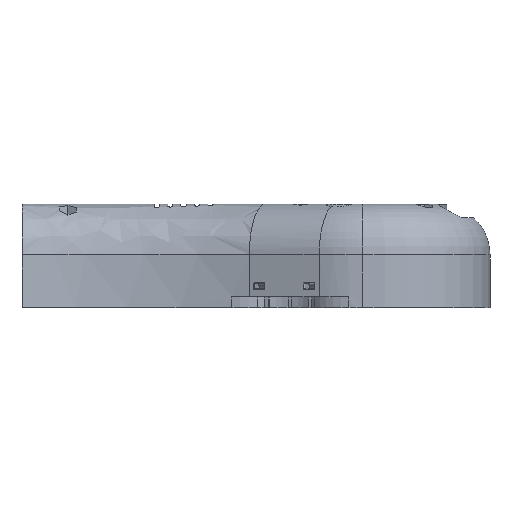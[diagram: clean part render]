
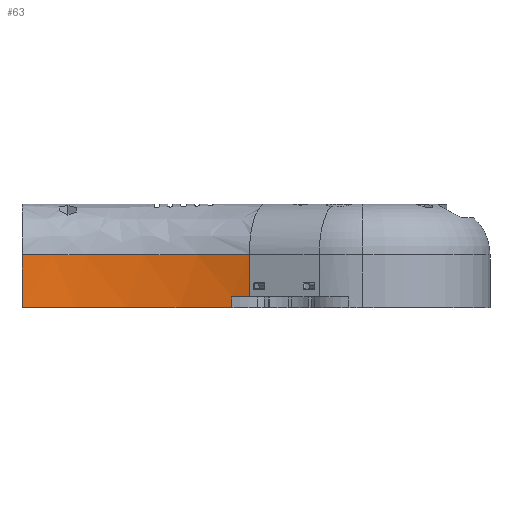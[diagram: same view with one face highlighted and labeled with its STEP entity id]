
A CAD part, top view. The second image highlights one B-rep face of the part: STEP entity #63.
In plain terms, the highlighted free-form (B-spline) face has degree [2, 1] with [3, 2] control points.
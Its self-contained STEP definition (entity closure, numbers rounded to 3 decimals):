
#63 = ADVANCED_FACE ( 'NONE', ( #6183 ), #2503, .T. ) ;
#78 = VECTOR ( 'NONE', #1849, 1000. ) ;
#120 = CARTESIAN_POINT ( 'NONE',  ( 0., 19.75, 0. ) ) ;
#185 = B_SPLINE_CURVE_WITH_KNOTS ( 'NONE', 3,
 ( #244, #1855, #4707, #6954, #6884, #1316, #1964, #2431, #4165, #6371, #3557, #5715, #1425, #4597, #2469, #2398, #1928, #6806, #3628, #4053, #1359, #787 ),
 .UNSPECIFIED., .F., .F.,
 ( 4, 2, 2, 2, 2, 2, 2, 2, 2, 2, 4 ),
 ( 0., 0.011, 0.016, 0.022, 0.032, 0.038, 0.043, 0.065, 0.076, 0.081, 0.086 ),
 .UNSPECIFIED. ) ;
#215 = VERTEX_POINT ( 'NONE', #1380 ) ;
#244 = CARTESIAN_POINT ( 'NONE',  ( 85., 19.75, 0. ) ) ;
#673 = LINE ( 'NONE', #3513, #78 ) ;
#787 = CARTESIAN_POINT ( 'NONE',  ( 0., 19.75, 0. ) ) ;
#811 = VERTEX_POINT ( 'NONE', #2800 ) ;
#865 = EDGE_CURVE ( 'NONE', #811, #1713, #185, .T. ) ;
#1050 = EDGE_CURVE ( 'NONE', #1713, #4052, #4237, .T. ) ;
#1102 = CARTESIAN_POINT ( 'NONE',  ( 44.113, 19.75, -12.761 ) ) ;
#1316 = CARTESIAN_POINT ( 'NONE',  ( 67.531, 19.75, -4.273 ) ) ;
#1359 = CARTESIAN_POINT ( 'NONE',  ( 1.73, 19.75, -0.501 ) ) ;
#1380 = CARTESIAN_POINT ( 'NONE',  ( 78.49, 4., -1.865 ) ) ;
#1393 = CARTESIAN_POINT ( 'NONE',  ( 0., 19.75, 0. ) ) ;
#1425 = CARTESIAN_POINT ( 'NONE',  ( 44.27, 19.75, -6.389 ) ) ;
#1458 = CARTESIAN_POINT ( 'NONE',  ( 0., 38.75, 0. ) ) ;
#1556 = EDGE_CURVE ( 'NONE', #5758, #215, #5457, .T. ) ;
#1630 = CARTESIAN_POINT ( 'NONE',  ( 85., 38.75, 0. ) ) ;
#1713 = VERTEX_POINT ( 'NONE', #1393 ) ;
#1826 = EDGE_CURVE ( 'NONE', #6854, #4052, #6071, .T. ) ;
#1849 = DIRECTION ( 'NONE',  ( 0., 1., 0. ) ) ;
#1855 = CARTESIAN_POINT ( 'NONE',  ( 81.559, 19.75, -1.074 ) ) ;
#1928 = CARTESIAN_POINT ( 'NONE',  ( 13.977, 19.75, -3.459 ) ) ;
#1964 = CARTESIAN_POINT ( 'NONE',  ( 65.753, 19.75, -4.576 ) ) ;
#2146 = ORIENTED_EDGE ( 'NONE', *, *, #4390, .F. ) ;
#2296 = CARTESIAN_POINT ( 'NONE',  ( 85., 4., 0. ) ) ;
#2309 = CARTESIAN_POINT ( 'NONE',  ( 0., 0., 0. ) ) ;
#2398 = CARTESIAN_POINT ( 'NONE',  ( 17.502, 19.75, -4.123 ) ) ;
#2431 = CARTESIAN_POINT ( 'NONE',  ( 60.411, 19.75, -5.378 ) ) ;
#2469 = CARTESIAN_POINT ( 'NONE',  ( 28.124, 19.75, -5.745 ) ) ;
#2503 = B_SPLINE_SURFACE_WITH_KNOTS ( 'NONE', 2, 1, ( 
 ( #4948, #6723 ),
 ( #1102, #5594 ),
 ( #120, #2309 ) ),
 .UNSPECIFIED., .F., .F., .F.,
 ( 3, 3 ),
 ( 2, 2 ),
 ( 0., 1. ),
 ( 0., 1. ),
 .UNSPECIFIED. ) ;
#2800 = CARTESIAN_POINT ( 'NONE',  ( 85., 19.75, 0. ) ) ;
#3191 = EDGE_LOOP ( 'NONE', ( #5937, #4638, #6734, #2146, #5849, #6251 ) ) ;
#3292 = VECTOR ( 'NONE', #6106, 1000. ) ;
#3305 = CARTESIAN_POINT ( 'NONE',  ( 0., 0., 0. ) ) ;
#3513 = CARTESIAN_POINT ( 'NONE',  ( 78.49, 0., -1.865 ) ) ;
#3557 = CARTESIAN_POINT ( 'NONE',  ( 49.668, 19.75, -6.248 ) ) ;
#3628 = CARTESIAN_POINT ( 'NONE',  ( 6.956, 19.75, -1.868 ) ) ;
#3904 = LINE ( 'NONE', #1630, #3292 ) ;
#4052 = VERTEX_POINT ( 'NONE', #4130 ) ;
#4053 = CARTESIAN_POINT ( 'NONE',  ( 3.467, 19.75, -0.975 ) ) ;
#4130 = CARTESIAN_POINT ( 'NONE',  ( 0., 0., 0. ) ) ;
#4165 = CARTESIAN_POINT ( 'NONE',  ( 56.839, 19.75, -5.773 ) ) ;
#4179 = VECTOR ( 'NONE', #4305, 1000. ) ;
#4237 = LINE ( 'NONE', #1458, #4179 ) ;
#4303 = CARTESIAN_POINT ( 'NONE',  ( 85., 4., 0. ) ) ;
#4305 = DIRECTION ( 'NONE',  ( 0., -1., 0. ) ) ;
#4390 = EDGE_CURVE ( 'NONE', #811, #5758, #3904, .T. ) ;
#4597 = CARTESIAN_POINT ( 'NONE',  ( 35.264, 19.75, -6.336 ) ) ;
#4638 = ORIENTED_EDGE ( 'NONE', *, *, #7025, .T. ) ;
#4707 = CARTESIAN_POINT ( 'NONE',  ( 78.086, 19.75, -2.017 ) ) ;
#4948 = CARTESIAN_POINT ( 'NONE',  ( 85., 19.75, 0. ) ) ;
#5457 = B_SPLINE_CURVE_WITH_KNOTS ( 'NONE', 2,
 ( #2296, #6024, #5578 ),
 .UNSPECIFIED., .F., .F.,
 ( 3, 3 ),
 ( 0., 0.079 ),
 .UNSPECIFIED. ) ;
#5578 = CARTESIAN_POINT ( 'NONE',  ( 78.49, 4., -1.865 ) ) ;
#5594 = CARTESIAN_POINT ( 'NONE',  ( 44.113, 0., -12.761 ) ) ;
#5715 = CARTESIAN_POINT ( 'NONE',  ( 46.073, 19.75, -6.365 ) ) ;
#5758 = VERTEX_POINT ( 'NONE', #4303 ) ;
#5849 = ORIENTED_EDGE ( 'NONE', *, *, #865, .T. ) ;
#5937 = ORIENTED_EDGE ( 'NONE', *, *, #1826, .F. ) ;
#5978 = CARTESIAN_POINT ( 'NONE',  ( 40.612, 0., -11.749 ) ) ;
#6024 = CARTESIAN_POINT ( 'NONE',  ( 81.755, 4., -1.013 ) ) ;
#6071 = B_SPLINE_CURVE_WITH_KNOTS ( 'NONE', 2,
 ( #6528, #5978, #3305 ),
 .UNSPECIFIED., .F., .F.,
 ( 3, 3 ),
 ( 0.079, 1. ),
 .UNSPECIFIED. ) ;
#6106 = DIRECTION ( 'NONE',  ( 0., -1., 0. ) ) ;
#6183 = FACE_OUTER_BOUND ( 'NONE', #3191, .T. ) ;
#6251 = ORIENTED_EDGE ( 'NONE', *, *, #1050, .T. ) ;
#6339 = CARTESIAN_POINT ( 'NONE',  ( 78.49, 0., -1.865 ) ) ;
#6371 = CARTESIAN_POINT ( 'NONE',  ( 51.463, 19.75, -6.156 ) ) ;
#6528 = CARTESIAN_POINT ( 'NONE',  ( 78.49, 0., -1.865 ) ) ;
#6723 = CARTESIAN_POINT ( 'NONE',  ( 85., 0., 0. ) ) ;
#6734 = ORIENTED_EDGE ( 'NONE', *, *, #1556, .F. ) ;
#6806 = CARTESIAN_POINT ( 'NONE',  ( 8.709, 19.75, -2.288 ) ) ;
#6854 = VERTEX_POINT ( 'NONE', #6339 ) ;
#6884 = CARTESIAN_POINT ( 'NONE',  ( 71.068, 19.75, -3.6 ) ) ;
#6954 = CARTESIAN_POINT ( 'NONE',  ( 72.829, 19.75, -3.23 ) ) ;
#7025 = EDGE_CURVE ( 'NONE', #6854, #215, #673, .T. ) ;
